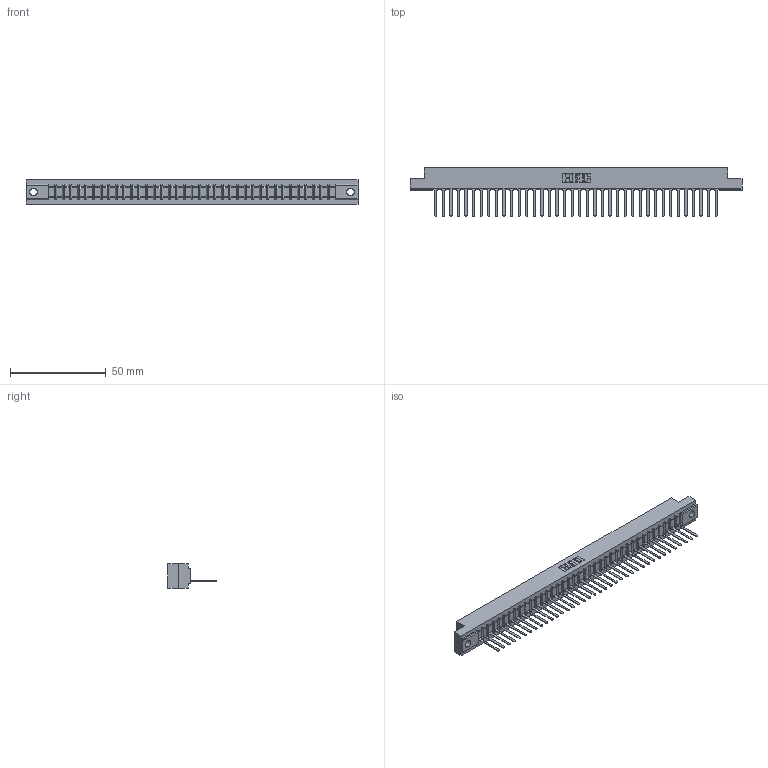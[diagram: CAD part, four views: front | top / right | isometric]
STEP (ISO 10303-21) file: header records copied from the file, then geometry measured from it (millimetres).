
FILE_DESCRIPTION (( 'STEP AP203' ), '1' );
FILE_NAME ('357-038-547-102.STEP', '2018-08-10T08:44:52', ( '' ), ( '' ), 'SwSTEP 2.0', 'SolidWorks 2016', '' );
FILE_SCHEMA (( 'CONFIG_CONTROL_DESIGN' ));
Length unit declared in the file: inch
Products named in the file (3): 307-290-001_547; 357-038-547-102; 307 Part_.128 Dia Mounting Holes
Assembly tree (39 placements, depth 2):
  357-038-547-102
    307 Part_.128 Dia Mounting Holes
    307-290-001_547  x38
Bounding box: 173.58 x 25.43 x 12.7 mm (x, y, z)
Volume: 17997.2 mm3; surface area: 19351.8 mm2
Topology: 39 solids, 39 shells, 2285 faces, 6479 edges, 4162 vertices
Faces by surface type: plane 1476, cylinder 731, sphere 78
Entity records: 33040 total; most frequent: CARTESIAN_POINT 5564, ORIENTED_EDGE 5550, DIRECTION 5413, EDGE_CURVE 2775, VECTOR 2127, LINE 2127, VERTEX_POINT 1794, AXIS2_PLACEMENT_3D 1643
